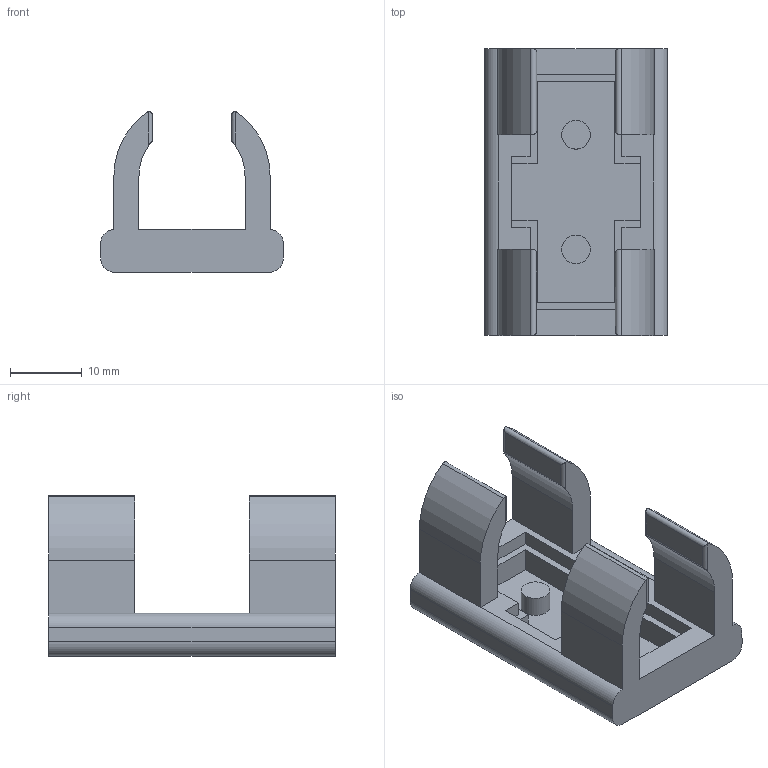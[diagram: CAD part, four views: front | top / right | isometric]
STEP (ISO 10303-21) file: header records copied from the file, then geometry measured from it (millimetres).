
FILE_DESCRIPTION(/* description */ (''),/* implementation_level */ '2;1');
FILE_NAME(/* name */ 'Suction-Nozzle-Holder.step',/* time_stamp */ '2023-03-10T18:57:12-08:00',/* author */ (''),/* organization */ (''),/* preprocessor_version */ 'ST-DEVELOPER v19.2',/* originating_system */ 'Autodesk Translation Framework v11.17.0.187',/* authorisation */ '');
FILE_SCHEMA (('AUTOMOTIVE_DESIGN { 1 0 10303 214 3 1 1 }'));
Length unit declared in the file: millimetre
Products named in the file (2): Suction-Nozzle-Holder; Complete 
Assembly tree (1 placements, depth 2):
  Suction-Nozzle-Holder
    Complete 
Bounding box: 25.5 x 40 x 22.39 mm (x, y, z)
Volume: 6424 mm3; surface area: 5263.4 mm2
Topology: 1 solids, 1 shells, 87 faces, 240 edges, 160 vertices
Faces by surface type: plane 57, cylinder 30
Full cylindrical faces by diameter (mm): 4 x2
Entity records: 2854 total; most frequent: CARTESIAN_POINT 530, ORIENTED_EDGE 480, DIRECTION 468, EDGE_CURVE 240, LINE 176, VECTOR 176, VERTEX_POINT 160, AXIS2_PLACEMENT_3D 146
